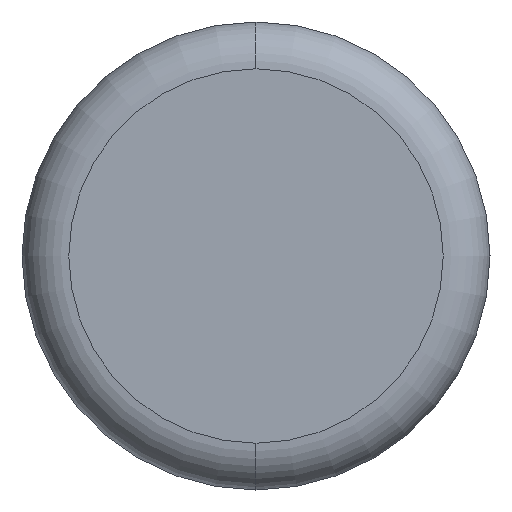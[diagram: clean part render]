
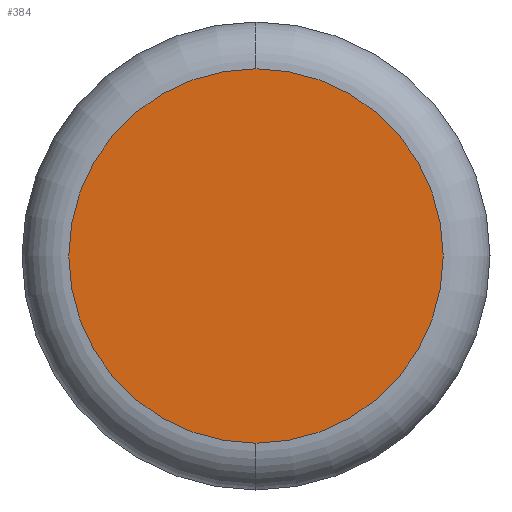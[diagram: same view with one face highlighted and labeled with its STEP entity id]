
A CAD part, left-side view. The second image highlights one B-rep face of the part: STEP entity #384.
In plain terms, the highlighted planar face has unit normal (-1, 0, 0).
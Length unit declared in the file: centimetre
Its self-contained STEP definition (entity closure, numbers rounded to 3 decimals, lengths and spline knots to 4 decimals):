
#29 = VERTEX_POINT ( 'NONE', #502 ) ;
#81 = DIRECTION ( 'NONE',  ( -1., 0., 0. ) ) ;
#131 = EDGE_CURVE ( 'NONE', #758, #29, #620, .T. ) ;
#148 = DIRECTION ( 'NONE',  ( 0., 0., 1. ) ) ;
#170 = CARTESIAN_POINT ( 'NONE',  ( -13.5, 0., -4. ) ) ;
#256 = AXIS2_PLACEMENT_3D ( 'NONE', #445, #81, #148 ) ;
#262 = AXIS2_PLACEMENT_3D ( 'NONE', #556, #374, #366 ) ;
#360 = ORIENTED_EDGE ( 'NONE', *, *, #131, .T. ) ;
#366 = DIRECTION ( 'NONE',  ( 0., 0., 1. ) ) ;
#374 = DIRECTION ( 'NONE',  ( -1., 0., 0. ) ) ;
#384 = ADVANCED_FACE ( 'NONE', ( #547 ), #484, .T. ) ;
#445 = CARTESIAN_POINT ( 'NONE',  ( -13.5, 0., 0. ) ) ;
#484 = PLANE ( 'NONE',  #640 ) ;
#502 = CARTESIAN_POINT ( 'NONE',  ( -13.5, 0., 4. ) ) ;
#545 = DIRECTION ( 'NONE',  ( -1., 0., 0. ) ) ;
#547 = FACE_OUTER_BOUND ( 'NONE', #707, .T. ) ;
#556 = CARTESIAN_POINT ( 'NONE',  ( -13.5, 0., 0. ) ) ;
#568 = EDGE_CURVE ( 'NONE', #29, #758, #612, .T. ) ;
#593 = DIRECTION ( 'NONE',  ( 0., 0., 1. ) ) ;
#612 = CIRCLE ( 'NONE', #256, 4. ) ;
#620 = CIRCLE ( 'NONE', #262, 4. ) ;
#640 = AXIS2_PLACEMENT_3D ( 'NONE', #722, #545, #593 ) ;
#650 = ORIENTED_EDGE ( 'NONE', *, *, #568, .T. ) ;
#707 = EDGE_LOOP ( 'NONE', ( #650, #360 ) ) ;
#722 = CARTESIAN_POINT ( 'NONE',  ( -13.5, 0., 0. ) ) ;
#758 = VERTEX_POINT ( 'NONE', #170 ) ;
